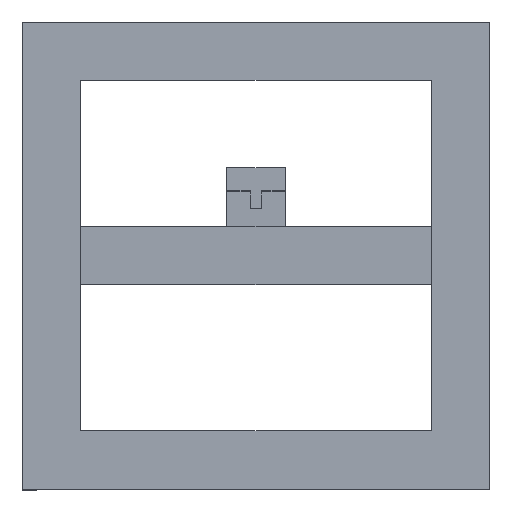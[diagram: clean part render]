
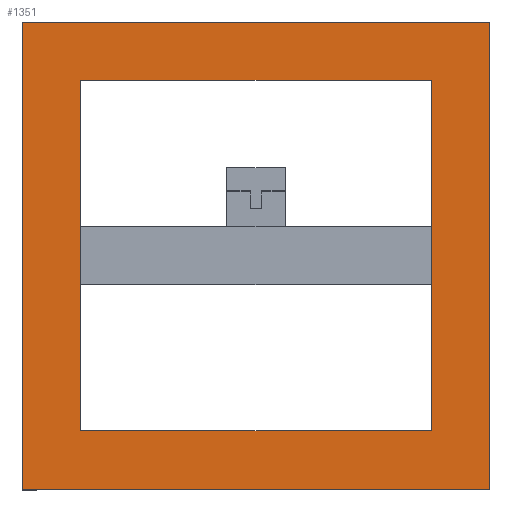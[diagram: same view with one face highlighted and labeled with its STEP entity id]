
A CAD part, top view. The second image highlights one B-rep face of the part: STEP entity #1351.
In plain terms, the highlighted planar face has unit normal (0, 0, 1).
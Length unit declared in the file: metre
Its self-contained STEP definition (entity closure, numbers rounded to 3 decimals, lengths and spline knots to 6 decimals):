
#110=ORIENTED_EDGE('',*,*,#463,.T.);
#111=ORIENTED_EDGE('',*,*,#464,.F.);
#112=ORIENTED_EDGE('',*,*,#449,.F.);
#113=ORIENTED_EDGE('',*,*,#458,.T.);
#114=ORIENTED_EDGE('',*,*,#465,.T.);
#115=ORIENTED_EDGE('',*,*,#426,.F.);
#116=ORIENTED_EDGE('',*,*,#466,.F.);
#117=ORIENTED_EDGE('',*,*,#467,.T.);
#426=EDGE_CURVE('',#610,#611,#742,.T.);
#449=EDGE_CURVE('',#629,#630,#765,.T.);
#458=EDGE_CURVE('',#629,#636,#774,.T.);
#463=EDGE_CURVE('',#636,#640,#779,.T.);
#464=EDGE_CURVE('',#630,#640,#780,.T.);
#465=EDGE_CURVE('',#641,#611,#781,.T.);
#466=EDGE_CURVE('',#642,#610,#782,.T.);
#467=EDGE_CURVE('',#642,#641,#783,.T.);
#610=VERTEX_POINT('',#1944);
#611=VERTEX_POINT('',#1945);
#629=VERTEX_POINT('',#1989);
#630=VERTEX_POINT('',#1991);
#636=VERTEX_POINT('',#2006);
#640=VERTEX_POINT('',#2018);
#641=VERTEX_POINT('',#2021);
#642=VERTEX_POINT('',#2023);
#742=LINE('',#1943,#934);
#765=LINE('',#1990,#957);
#774=LINE('',#2007,#966);
#779=LINE('',#2017,#971);
#780=LINE('',#2019,#972);
#781=LINE('',#2020,#973);
#782=LINE('',#2022,#974);
#783=LINE('',#2024,#975);
#934=VECTOR('',#1588,1.);
#957=VECTOR('',#1619,1.);
#966=VECTOR('',#1630,1.);
#971=VECTOR('',#1639,1.);
#972=VECTOR('',#1640,1.);
#973=VECTOR('',#1641,1.);
#974=VECTOR('',#1642,1.);
#975=VECTOR('',#1643,1.);
#1119=EDGE_LOOP('',(#110,#111,#112,#113));
#1120=EDGE_LOOP('',(#114,#115,#116,#117));
#1197=FACE_BOUND('',#1119,.T.);
#1198=FACE_BOUND('',#1120,.T.);
#1275=PLANE('',#1477);
#1351=ADVANCED_FACE('',(#1197,#1198),#1275,.T.);
#1477=AXIS2_PLACEMENT_3D('',#2016,#1637,#1638);
#1588=DIRECTION('',(1.,0.,0.));
#1619=DIRECTION('',(0.,1.,0.));
#1630=DIRECTION('',(1.,0.,0.));
#1637=DIRECTION('',(0.,0.,1.));
#1638=DIRECTION('',(1.,0.,0.));
#1639=DIRECTION('',(0.,1.,0.));
#1640=DIRECTION('',(1.,0.,0.));
#1641=DIRECTION('',(0.,-1.,0.));
#1642=DIRECTION('',(0.,-1.,0.));
#1643=DIRECTION('',(1.,0.,0.));
#1943=CARTESIAN_POINT('',(0.25,0.5,3.3));
#1944=CARTESIAN_POINT('',(0.5,0.5,3.3));
#1945=CARTESIAN_POINT('',(3.5,0.5,3.3));
#1989=CARTESIAN_POINT('',(0.,0.,3.3));
#1990=CARTESIAN_POINT('',(0.,0.25,3.3));
#1991=CARTESIAN_POINT('',(0.,4.,3.3));
#2006=CARTESIAN_POINT('',(4.,0.,3.3));
#2007=CARTESIAN_POINT('',(0.25,0.,3.3));
#2016=CARTESIAN_POINT('',(0.25,0.25,3.3));
#2017=CARTESIAN_POINT('',(4.,0.25,3.3));
#2018=CARTESIAN_POINT('',(4.,4.,3.3));
#2019=CARTESIAN_POINT('',(0.25,4.,3.3));
#2020=CARTESIAN_POINT('',(3.5,4.000002,3.3));
#2021=CARTESIAN_POINT('',(3.5,3.5,3.3));
#2022=CARTESIAN_POINT('',(0.5,4.000002,3.3));
#2023=CARTESIAN_POINT('',(0.5,3.5,3.3));
#2024=CARTESIAN_POINT('',(0.25,3.5,3.3));
